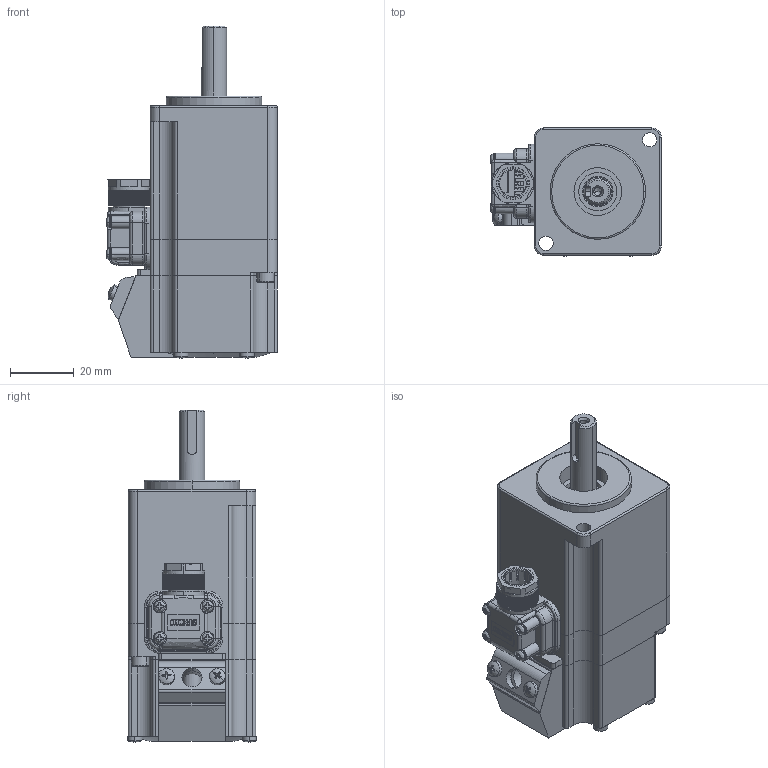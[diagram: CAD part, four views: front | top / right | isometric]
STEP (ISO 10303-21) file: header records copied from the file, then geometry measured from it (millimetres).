
FILE_DESCRIPTION (( 'STEP AP203' ), '1' );
FILE_NAME ('WB40ST-M00330軞蚾-湍瑩羞.STEP', '2022-08-26T09:39:21', ( 'lvbing' ), ( 'WG' ), 'SwSTEP 2.0', 'SolidWorks 2018', '' );
FILE_SCHEMA (( 'CONFIG_CONTROL_DESIGN' ));
Products named in the file (1): WB40ST-M00330軞蚾-湍瑩羞
Bounding box: 53.71 x 40.44 x 104.28 mm (x, y, z)
Surface area: 37444.7 mm2 (no closed solid volume)
Topology: 0 solids, 76 shells, 2267 faces, 6368 edges, 4229 vertices
Faces by surface type: bspline 1740, plane 236, cylinder 220, cone 37, torus 20, sphere 14
Entity records: 90942 total; most frequent: CARTESIAN_POINT 44784, ORIENTED_EDGE 12560, EDGE_CURVE 6340, DIRECTION 4703, VERTEX_POINT 4229, B_SPLINE_CURVE_WITH_KNOTS 2899, EDGE_LOOP 2409, ADVANCED_FACE 2267
